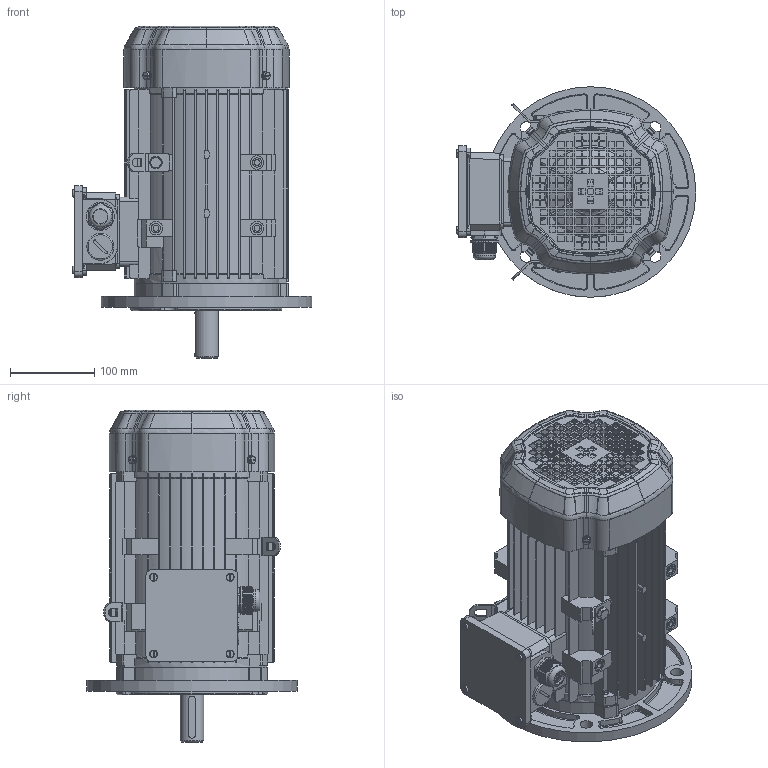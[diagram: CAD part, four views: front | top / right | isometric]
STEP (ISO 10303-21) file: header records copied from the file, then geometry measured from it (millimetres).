
FILE_DESCRIPTION(/* description */ (''),/* implementation_level */ '2;1');
FILE_NAME(/* name */ 'JL3-100-B5.stp',/* time_stamp */ '2017-08-23T16:54:23+08:00',/* author */ (''),/* organization */ (''),/* preprocessor_version */ 'ST-DEVELOPER v16',/* originating_system */ 'SIEMENS PLM Software NX 10.0',/* authorisation */ '');
FILE_SCHEMA (('AUTOMOTIVE_DESIGN { 1 0 10303 214 3 1 1 1 }'));
Products named in the file (1): JL3-100-B5
Bounding box: 284.5 x 250 x 394 mm (x, y, z)
Volume: 1963485.8 mm3; surface area: 1085847.5 mm2
Topology: 46 solids, 46 shells, 4050 faces, 11207 edges, 7331 vertices
Faces by surface type: plane 2016, cylinder 1322, bspline 325, torus 211, cone 154, sphere 22
Full cylindrical faces by diameter (mm): 4 x6, 4.48 x8, 4.8 x4, 5 x13, 5.3 x4, 5.8 x14, 7 x18, 8 x9, 8.58 x2, 9 x2, 10 x11, 11 x12, 13 x3, 14.785 x2, 15 x4, 16 x15, 17.188 x1, 20.312 x3, 22.6 x1, 23.438 x10, 24.2 x3, 24.219 x6, 25 x18, 25.781 x6, 26.562 x6, 26.953 x1, 28 x1, 30 x6, 32 x1, 33.203 x1
Entity records: 172690 total; most frequent: CARTESIAN_POINT 73106, ORIENTED_EDGE 21360, DIRECTION 19286, EDGE_CURVE 10680, VERTEX_POINT 7146, AXIS2_PLACEMENT_3D 6862, LINE 5562, VECTOR 5562
